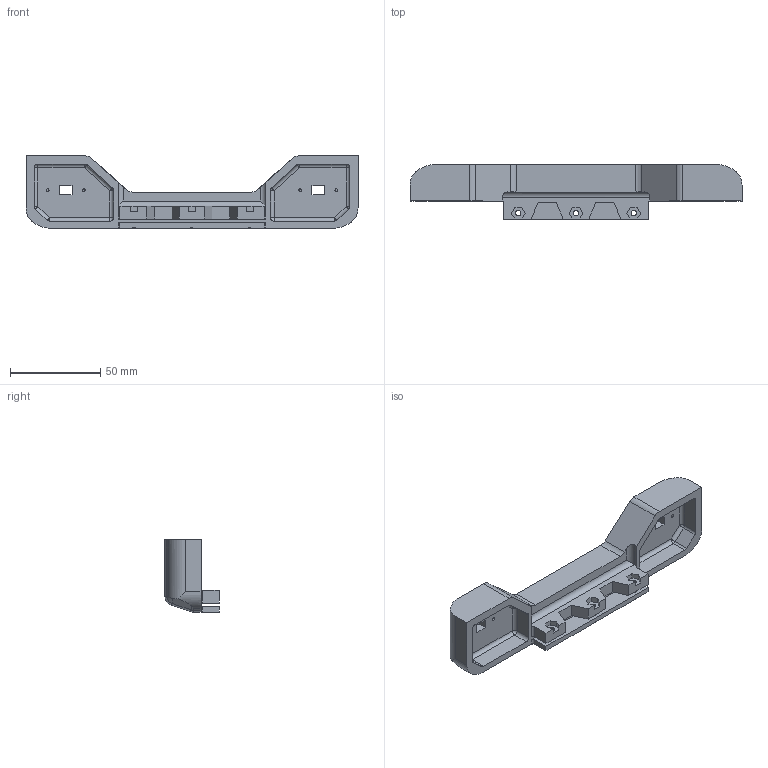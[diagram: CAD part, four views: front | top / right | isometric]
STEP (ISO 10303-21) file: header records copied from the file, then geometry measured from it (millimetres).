
FILE_DESCRIPTION(/* description */ (''),/* implementation_level */ '2;1');
FILE_NAME(/* name */ 'PareChoc.stp',/* time_stamp */ '2019-10-03T14:30:17+02:00',/* author */ ('dimercur'),/* organization */ (''),/* preprocessor_version */ 'ST-DEVELOPER v17',/* originating_system */ 'Autodesk Inventor 2019',/* authorisation */ '');
FILE_SCHEMA (('AUTOMOTIVE_DESIGN { 1 0 10303 214 3 1 1 }'));
Length unit declared in the file: millimetre
Products named in the file (1): PareChoc
Bounding box: 184 x 30 x 40 mm (x, y, z)
Volume: 68884.7 mm3; surface area: 25900.1 mm2
Topology: 1 solids, 1 shells, 178 faces, 457 edges, 285 vertices
Faces by surface type: plane 90, cylinder 65, sphere 12, cone 7, bspline 4
Full cylindrical faces by diameter (mm): 1.5 x4, 3 x6
Entity records: 5447 total; most frequent: CARTESIAN_POINT 981, DIRECTION 940, ORIENTED_EDGE 914, EDGE_CURVE 457, AXIS2_PLACEMENT_3D 315, LINE 310, VECTOR 310, VERTEX_POINT 285
